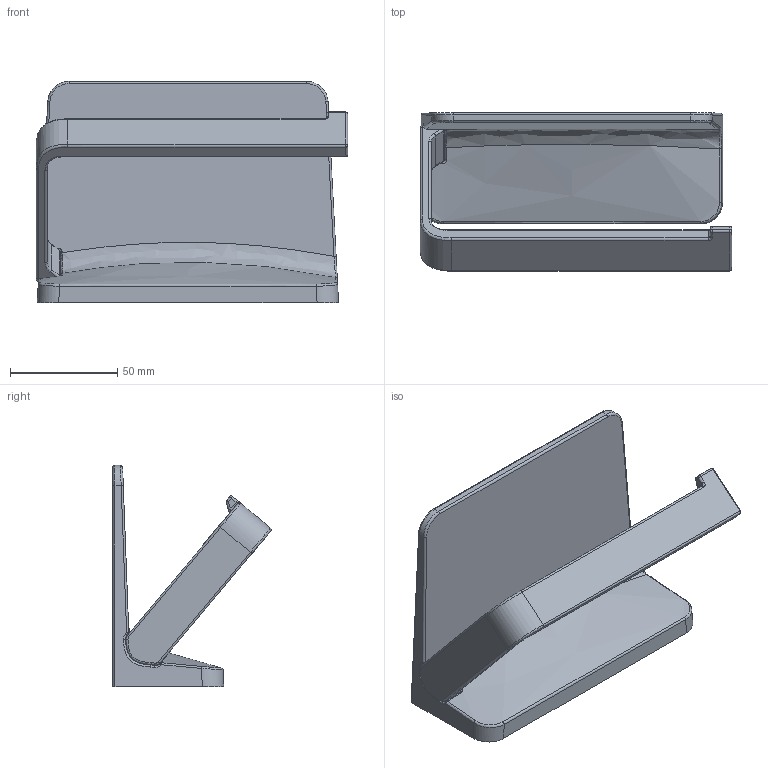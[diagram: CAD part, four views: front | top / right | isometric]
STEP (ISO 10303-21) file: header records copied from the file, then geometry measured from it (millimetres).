
FILE_DESCRIPTION (( 'STEP AP214' ), '1' );
FILE_NAME ('83515976ff_PM.STEP', '2024-02-26T07:15:26', ( '' ), ( '' ), 'SwSTEP 2.0', 'SolidWorks 2023', '' );
FILE_SCHEMA (( 'AUTOMOTIVE_DESIGN' ));
Length unit declared in the file: millimetre
Products named in the file (3): Planungsmodell_Ablage-+-081797078_K1_130x103; 83515976ff_PM; Planungsmodell_Halter-+-081797079_K1
Assembly tree (2 placements, depth 2):
  83515976ff_PM
    Planungsmodell_Halter-+-081797079_K1
    Planungsmodell_Ablage-+-081797078_K1_130x103
Bounding box: 145 x 73.71 x 103 mm (x, y, z)
Volume: 196630.8 mm3; surface area: 59139.3 mm2
Topology: 2 solids, 6 shells, 328 faces, 793 edges, 465 vertices
Faces by surface type: bspline 128, cylinder 99, plane 76, sphere 17, cone 4, torus 4
Entity records: 16774 total; most frequent: CARTESIAN_POINT 10609, ORIENTED_EDGE 1540, DIRECTION 879, EDGE_CURVE 770, VERTEX_POINT 455, B_SPLINE_CURVE_WITH_KNOTS 336, EDGE_LOOP 333, AXIS2_PLACEMENT_3D 329
